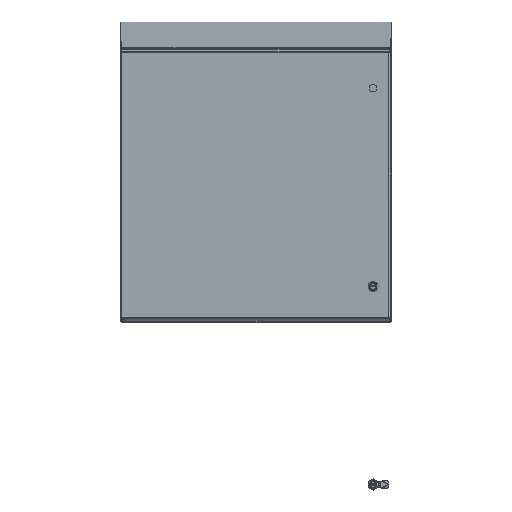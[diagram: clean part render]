
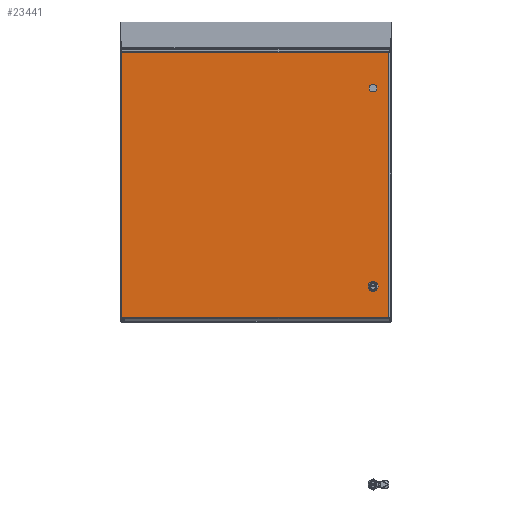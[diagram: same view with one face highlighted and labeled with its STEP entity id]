
A CAD part, top view. The second image highlights one B-rep face of the part: STEP entity #23441.
In plain terms, the highlighted planar face has unit normal (0, 0, 1).
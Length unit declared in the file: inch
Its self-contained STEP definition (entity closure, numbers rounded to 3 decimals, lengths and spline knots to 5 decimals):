
#21565=CARTESIAN_POINT('',(27.96087,-3.33316,0.074));
#21566=VERTEX_POINT('',#21565);
#21573=CARTESIAN_POINT('',(27.77499,-3.14723,0.074));
#21574=VERTEX_POINT('',#21573);
#21575=CARTESIAN_POINT('',(27.56134,-3.54668,0.074));
#21576=DIRECTION('',(0.0,0.0,-1.0));
#21577=DIRECTION('',(0.882,0.471,0.0));
#21578=AXIS2_PLACEMENT_3D('',#21575,#21576,#21577);
#21579=CIRCLE('',#21578,0.453);
#21580=EDGE_CURVE('',#21574,#21566,#21579,.T.);
#21605=CARTESIAN_POINT('',(27.34787,-3.14723,0.074));
#21606=VERTEX_POINT('',#21605);
#21607=CARTESIAN_POINT('',(27.34787,-3.14723,0.074));
#21608=DIRECTION('',(1.0,0.,0.0));
#21609=VECTOR('',#21608,0.42712);
#21610=LINE('',#21607,#21609);
#21611=EDGE_CURVE('',#21606,#21574,#21610,.T.);
#21637=CARTESIAN_POINT('',(27.16187,-3.33316,0.074));
#21638=VERTEX_POINT('',#21637);
#21639=CARTESIAN_POINT('',(27.56134,-3.54677,0.074));
#21640=DIRECTION('',(0.0,0.0,-1.0));
#21641=DIRECTION('',(-0.471,0.882,0.0));
#21642=AXIS2_PLACEMENT_3D('',#21639,#21640,#21641);
#21643=CIRCLE('',#21642,0.453);
#21644=EDGE_CURVE('',#21638,#21606,#21643,.T.);
#21669=CARTESIAN_POINT('',(27.16187,-3.76029,0.074));
#21670=VERTEX_POINT('',#21669);
#21671=CARTESIAN_POINT('',(27.16187,-3.76029,0.074));
#21672=DIRECTION('',(0.,1.0,0.0));
#21673=VECTOR('',#21672,0.42712);
#21674=LINE('',#21671,#21673);
#21675=EDGE_CURVE('',#21670,#21638,#21674,.T.);
#21701=CARTESIAN_POINT('',(27.3478,-3.94623,0.074));
#21702=VERTEX_POINT('',#21701);
#21703=CARTESIAN_POINT('',(27.56137,-3.54673,0.074));
#21704=DIRECTION('',(0.0,0.0,-1.0));
#21705=DIRECTION('',(-0.882,-0.471,0.0));
#21706=AXIS2_PLACEMENT_3D('',#21703,#21704,#21705);
#21707=CIRCLE('',#21706,0.453);
#21708=EDGE_CURVE('',#21702,#21670,#21707,.T.);
#21733=CARTESIAN_POINT('',(27.77493,-3.94623,0.074));
#21734=VERTEX_POINT('',#21733);
#21735=CARTESIAN_POINT('',(27.77493,-3.94623,0.074));
#21736=DIRECTION('',(-1.0,0.,0.0));
#21737=VECTOR('',#21736,0.42712);
#21738=LINE('',#21735,#21737);
#21739=EDGE_CURVE('',#21734,#21702,#21738,.T.);
#21765=CARTESIAN_POINT('',(27.96087,-3.76029,0.074));
#21766=VERTEX_POINT('',#21765);
#21767=CARTESIAN_POINT('',(27.56137,-3.54673,0.074));
#21768=DIRECTION('',(0.0,0.0,-1.0));
#21769=DIRECTION('',(0.471,-0.882,0.0));
#21770=AXIS2_PLACEMENT_3D('',#21767,#21768,#21769);
#21771=CIRCLE('',#21770,0.453);
#21772=EDGE_CURVE('',#21766,#21734,#21771,.T.);
#21795=CARTESIAN_POINT('',(27.96087,-3.33316,0.074));
#21796=DIRECTION('',(0.,-1.0,0.0));
#21797=VECTOR('',#21796,0.42712);
#21798=LINE('',#21795,#21797);
#21799=EDGE_CURVE('',#21566,#21766,#21798,.T.);
#21821=CARTESIAN_POINT('',(27.96087,-25.33316,0.074));
#21822=VERTEX_POINT('',#21821);
#21829=CARTESIAN_POINT('',(27.77499,-25.14723,0.074));
#21830=VERTEX_POINT('',#21829);
#21831=CARTESIAN_POINT('',(27.56134,-25.54668,0.074));
#21832=DIRECTION('',(0.0,0.0,-1.0));
#21833=DIRECTION('',(0.882,0.471,0.0));
#21834=AXIS2_PLACEMENT_3D('',#21831,#21832,#21833);
#21835=CIRCLE('',#21834,0.453);
#21836=EDGE_CURVE('',#21830,#21822,#21835,.T.);
#21861=CARTESIAN_POINT('',(27.34787,-25.14723,0.074));
#21862=VERTEX_POINT('',#21861);
#21863=CARTESIAN_POINT('',(27.34787,-25.14723,0.074));
#21864=DIRECTION('',(1.0,0.,0.0));
#21865=VECTOR('',#21864,0.42712);
#21866=LINE('',#21863,#21865);
#21867=EDGE_CURVE('',#21862,#21830,#21866,.T.);
#21893=CARTESIAN_POINT('',(27.16187,-25.33316,0.074));
#21894=VERTEX_POINT('',#21893);
#21895=CARTESIAN_POINT('',(27.56134,-25.54677,0.074));
#21896=DIRECTION('',(0.0,0.0,-1.0));
#21897=DIRECTION('',(-0.471,0.882,0.0));
#21898=AXIS2_PLACEMENT_3D('',#21895,#21896,#21897);
#21899=CIRCLE('',#21898,0.453);
#21900=EDGE_CURVE('',#21894,#21862,#21899,.T.);
#21925=CARTESIAN_POINT('',(27.16187,-25.76029,0.074));
#21926=VERTEX_POINT('',#21925);
#21927=CARTESIAN_POINT('',(27.16187,-25.76029,0.074));
#21928=DIRECTION('',(0.,1.0,0.0));
#21929=VECTOR('',#21928,0.42712);
#21930=LINE('',#21927,#21929);
#21931=EDGE_CURVE('',#21926,#21894,#21930,.T.);
#21957=CARTESIAN_POINT('',(27.3478,-25.94623,0.074));
#21958=VERTEX_POINT('',#21957);
#21959=CARTESIAN_POINT('',(27.56137,-25.54673,0.074));
#21960=DIRECTION('',(0.0,0.0,-1.0));
#21961=DIRECTION('',(-0.882,-0.471,0.0));
#21962=AXIS2_PLACEMENT_3D('',#21959,#21960,#21961);
#21963=CIRCLE('',#21962,0.453);
#21964=EDGE_CURVE('',#21958,#21926,#21963,.T.);
#21989=CARTESIAN_POINT('',(27.77493,-25.94623,0.074));
#21990=VERTEX_POINT('',#21989);
#21991=CARTESIAN_POINT('',(27.77493,-25.94623,0.074));
#21992=DIRECTION('',(-1.0,0.,0.0));
#21993=VECTOR('',#21992,0.42712);
#21994=LINE('',#21991,#21993);
#21995=EDGE_CURVE('',#21990,#21958,#21994,.T.);
#22021=CARTESIAN_POINT('',(27.96087,-25.76029,0.074));
#22022=VERTEX_POINT('',#22021);
#22023=CARTESIAN_POINT('',(27.56137,-25.54673,0.074));
#22024=DIRECTION('',(0.0,0.0,-1.0));
#22025=DIRECTION('',(0.471,-0.882,0.0));
#22026=AXIS2_PLACEMENT_3D('',#22023,#22024,#22025);
#22027=CIRCLE('',#22026,0.453);
#22028=EDGE_CURVE('',#22022,#21990,#22027,.T.);
#22051=CARTESIAN_POINT('',(27.96087,-25.33316,0.074));
#22052=DIRECTION('',(0.,-1.0,0.0));
#22053=VECTOR('',#22052,0.42712);
#22054=LINE('',#22051,#22053);
#22055=EDGE_CURVE('',#21822,#22022,#22054,.T.);
#22108=CARTESIAN_POINT('',(29.33112,-29.0199,0.074));
#22109=VERTEX_POINT('',#22108);
#22137=CARTESIAN_POINT('',(29.33112,0.42645,0.074));
#22138=VERTEX_POINT('',#22137);
#22149=CARTESIAN_POINT('',(29.33112,-29.0199,0.074));
#22150=DIRECTION('',(0.0,1.0,0.0));
#22151=VECTOR('',#22150,29.44636);
#22152=LINE('',#22149,#22151);
#22153=EDGE_CURVE('',#22109,#22138,#22152,.T.);
#22691=CARTESIAN_POINT('',(-0.33338,-29.0199,0.074));
#22692=VERTEX_POINT('',#22691);
#22779=CARTESIAN_POINT('',(-0.33338,0.42645,0.074));
#22780=VERTEX_POINT('',#22779);
#22781=CARTESIAN_POINT('',(-0.33338,0.42645,0.074));
#22782=DIRECTION('',(0.0,-1.0,0.0));
#22783=VECTOR('',#22782,29.44636);
#22784=LINE('',#22781,#22783);
#22785=EDGE_CURVE('',#22780,#22692,#22784,.T.);
#23354=CARTESIAN_POINT('',(29.33112,0.42645,0.074));
#23355=DIRECTION('',(-1.0,0.0,0.0));
#23356=VECTOR('',#23355,29.6645);
#23357=LINE('',#23354,#23356);
#23358=EDGE_CURVE('',#22138,#22780,#23357,.T.);
#23388=CARTESIAN_POINT('',(-0.33338,-29.0199,0.074));
#23389=DIRECTION('',(1.0,0.0,0.0));
#23390=VECTOR('',#23389,29.6645);
#23391=LINE('',#23388,#23390);
#23392=EDGE_CURVE('',#22692,#22109,#23391,.T.);
#23410=CARTESIAN_POINT('',(14.49887,-14.29673,0.074));
#23411=DIRECTION('',(0.0,0.0,1.0));
#23412=DIRECTION('',(1.0,0.0,0.0));
#23413=AXIS2_PLACEMENT_3D('',#23410,#23411,#23412);
#23414=PLANE('',#23413);
#23415=ORIENTED_EDGE('',*,*,#23392,.T.);
#23416=ORIENTED_EDGE('',*,*,#22153,.T.);
#23417=ORIENTED_EDGE('',*,*,#23358,.T.);
#23418=ORIENTED_EDGE('',*,*,#22785,.T.);
#23419=EDGE_LOOP('',(#23415,#23416,#23417,#23418));
#23420=FACE_OUTER_BOUND('',#23419,.T.);
#23421=ORIENTED_EDGE('',*,*,#21580,.T.);
#23422=ORIENTED_EDGE('',*,*,#21799,.T.);
#23423=ORIENTED_EDGE('',*,*,#21772,.T.);
#23424=ORIENTED_EDGE('',*,*,#21739,.T.);
#23425=ORIENTED_EDGE('',*,*,#21708,.T.);
#23426=ORIENTED_EDGE('',*,*,#21675,.T.);
#23427=ORIENTED_EDGE('',*,*,#21644,.T.);
#23428=ORIENTED_EDGE('',*,*,#21611,.T.);
#23429=EDGE_LOOP('',(#23421,#23422,#23423,#23424,#23425,#23426,#23427,#23428));
#23430=FACE_BOUND('',#23429,.T.);
#23431=ORIENTED_EDGE('',*,*,#21836,.T.);
#23432=ORIENTED_EDGE('',*,*,#22055,.T.);
#23433=ORIENTED_EDGE('',*,*,#22028,.T.);
#23434=ORIENTED_EDGE('',*,*,#21995,.T.);
#23435=ORIENTED_EDGE('',*,*,#21964,.T.);
#23436=ORIENTED_EDGE('',*,*,#21931,.T.);
#23437=ORIENTED_EDGE('',*,*,#21900,.T.);
#23438=ORIENTED_EDGE('',*,*,#21867,.T.);
#23439=EDGE_LOOP('',(#23431,#23432,#23433,#23434,#23435,#23436,#23437,#23438));
#23440=FACE_BOUND('',#23439,.T.);
#23441=ADVANCED_FACE('',(#23420,#23430,#23440),#23414,.T.);
